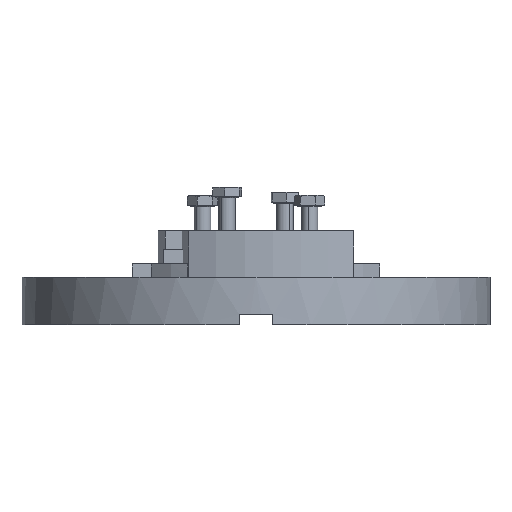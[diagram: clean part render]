
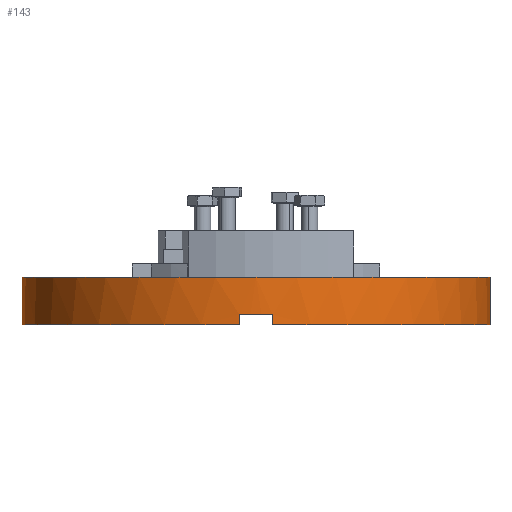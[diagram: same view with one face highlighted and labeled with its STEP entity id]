
A CAD part, front view. The second image highlights one B-rep face of the part: STEP entity #143.
In plain terms, the highlighted cylindrical face has radius 113 mm (diameter 226 mm), a partial arc.
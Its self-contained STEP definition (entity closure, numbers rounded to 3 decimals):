
#143 = ADVANCED_FACE ( 'NONE', ( #3670 ), #3614, .T. ) ;
#342 = AXIS2_PLACEMENT_3D ( 'NONE', #4414, #4408, #4430 ) ;
#368 = AXIS2_PLACEMENT_3D ( 'NONE', #4717, #4683, #4706 ) ;
#434 = AXIS2_PLACEMENT_3D ( 'NONE', #4982, #4973, #4981 ) ;
#456 = AXIS2_PLACEMENT_3D ( 'NONE', #4802, #4824, #4806 ) ;
#1240 = EDGE_LOOP ( 'NONE', ( #3950, #3923, #3930, #3859, #3892, #3873, #3947, #3860 ) ) ;
#1488 = VERTEX_POINT ( 'NONE', #1978 ) ;
#1510 = VERTEX_POINT ( 'NONE', #1991 ) ;
#1519 = VERTEX_POINT ( 'NONE', #2014 ) ;
#1754 = DIRECTION ( 'NONE',  ( 0., 0., -1. ) ) ;
#1760 = CARTESIAN_POINT ( 'NONE',  ( 0., 0., 23. ) ) ;
#1762 = DIRECTION ( 'NONE',  ( -1., 0., 0. ) ) ;
#1978 = CARTESIAN_POINT ( 'NONE',  ( 113., 0., 23. ) ) ;
#1991 = CARTESIAN_POINT ( 'NONE',  ( -8., -112.716, 0. ) ) ;
#2014 = CARTESIAN_POINT ( 'NONE',  ( 113., 0., 0. ) ) ;
#2269 = EDGE_CURVE ( 'NONE', #4175, #1519, #2919, .T. ) ;
#2285 = EDGE_CURVE ( 'NONE', #1488, #1519, #3013, .T. ) ;
#2323 = EDGE_CURVE ( 'NONE', #4163, #4175, #2993, .T. ) ;
#2333 = EDGE_CURVE ( 'NONE', #4163, #4165, #3089, .T. ) ;
#2341 = EDGE_CURVE ( 'NONE', #1510, #4165, #3070, .T. ) ;
#2346 = EDGE_CURVE ( 'NONE', #4142, #4166, #3052, .T. ) ;
#2373 = EDGE_CURVE ( 'NONE', #4166, #1510, #3086, .T. ) ;
#2432 = EDGE_CURVE ( 'NONE', #4142, #1488, #3195, .T. ) ;
#2546 = AXIS2_PLACEMENT_3D ( 'NONE', #1760, #1754, #1762 ) ;
#2919 = CIRCLE ( 'NONE', #342, 113. ) ;
#2990 = VECTOR ( 'NONE', #4598, 1000. ) ;
#2993 = LINE ( 'NONE', #4676, #3015 ) ;
#3013 = LINE ( 'NONE', #4575, #2990 ) ;
#3015 = VECTOR ( 'NONE', #4645, 1000. ) ;
#3048 = VECTOR ( 'NONE', #4708, 1000. ) ;
#3052 = LINE ( 'NONE', #4755, #3053 ) ;
#3053 = VECTOR ( 'NONE', #4749, 1000. ) ;
#3070 = LINE ( 'NONE', #4684, #3048 ) ;
#3086 = CIRCLE ( 'NONE', #456, 113. ) ;
#3089 = CIRCLE ( 'NONE', #368, 113. ) ;
#3195 = CIRCLE ( 'NONE', #434, 113. ) ;
#3614 = CYLINDRICAL_SURFACE ( 'NONE', #2546, 113. ) ;
#3670 = FACE_OUTER_BOUND ( 'NONE', #1240, .T. ) ;
#3859 = ORIENTED_EDGE ( 'NONE', *, *, #2373, .T. ) ;
#3860 = ORIENTED_EDGE ( 'NONE', *, *, #2269, .T. ) ;
#3873 = ORIENTED_EDGE ( 'NONE', *, *, #2333, .F. ) ;
#3892 = ORIENTED_EDGE ( 'NONE', *, *, #2341, .T. ) ;
#3923 = ORIENTED_EDGE ( 'NONE', *, *, #2432, .F. ) ;
#3930 = ORIENTED_EDGE ( 'NONE', *, *, #2346, .T. ) ;
#3947 = ORIENTED_EDGE ( 'NONE', *, *, #2323, .T. ) ;
#3950 = ORIENTED_EDGE ( 'NONE', *, *, #2285, .F. ) ;
#4142 = VERTEX_POINT ( 'NONE', #5202 ) ;
#4163 = VERTEX_POINT ( 'NONE', #5227 ) ;
#4165 = VERTEX_POINT ( 'NONE', #5206 ) ;
#4166 = VERTEX_POINT ( 'NONE', #5197 ) ;
#4175 = VERTEX_POINT ( 'NONE', #5199 ) ;
#4408 = DIRECTION ( 'NONE',  ( 0., 0., 1. ) ) ;
#4414 = CARTESIAN_POINT ( 'NONE',  ( 0., 0., 0. ) ) ;
#4430 = DIRECTION ( 'NONE',  ( 1., 0., 0. ) ) ;
#4575 = CARTESIAN_POINT ( 'NONE',  ( 113., 0., 23. ) ) ;
#4598 = DIRECTION ( 'NONE',  ( 0., 0., -1. ) ) ;
#4645 = DIRECTION ( 'NONE',  ( 0., 0., -1. ) ) ;
#4676 = CARTESIAN_POINT ( 'NONE',  ( 8., -112.716, 23. ) ) ;
#4683 = DIRECTION ( 'NONE',  ( 0., 0., -1. ) ) ;
#4684 = CARTESIAN_POINT ( 'NONE',  ( -8., -112.716, 23. ) ) ;
#4706 = DIRECTION ( 'NONE',  ( -1., 0., 0. ) ) ;
#4708 = DIRECTION ( 'NONE',  ( 0., 0., 1. ) ) ;
#4717 = CARTESIAN_POINT ( 'NONE',  ( 0., 0., 5. ) ) ;
#4749 = DIRECTION ( 'NONE',  ( 0., 0., -1. ) ) ;
#4755 = CARTESIAN_POINT ( 'NONE',  ( -113., 0., 23. ) ) ;
#4802 = CARTESIAN_POINT ( 'NONE',  ( 0., 0., 0. ) ) ;
#4806 = DIRECTION ( 'NONE',  ( 1., 0., 0. ) ) ;
#4824 = DIRECTION ( 'NONE',  ( 0., 0., 1. ) ) ;
#4973 = DIRECTION ( 'NONE',  ( 0., 0., 1. ) ) ;
#4981 = DIRECTION ( 'NONE',  ( 1., 0., 0. ) ) ;
#4982 = CARTESIAN_POINT ( 'NONE',  ( 0., 0., 23. ) ) ;
#5197 = CARTESIAN_POINT ( 'NONE',  ( -113., 0., 0. ) ) ;
#5199 = CARTESIAN_POINT ( 'NONE',  ( 8., -112.716, 0. ) ) ;
#5202 = CARTESIAN_POINT ( 'NONE',  ( -113., 0., 23. ) ) ;
#5206 = CARTESIAN_POINT ( 'NONE',  ( -8., -112.716, 5. ) ) ;
#5227 = CARTESIAN_POINT ( 'NONE',  ( 8., -112.716, 5. ) ) ;
